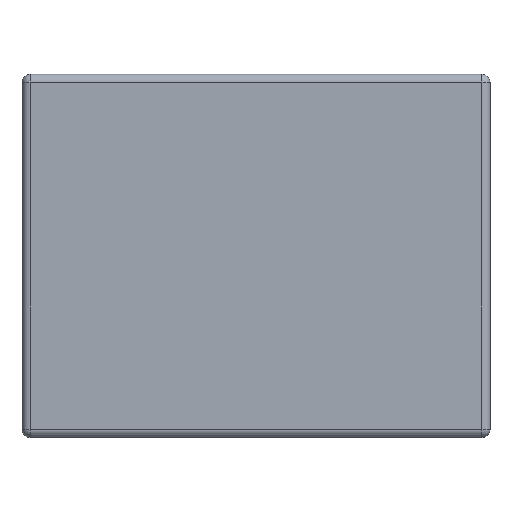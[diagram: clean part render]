
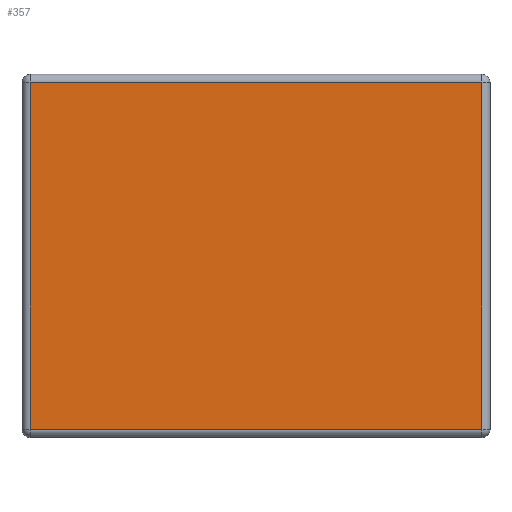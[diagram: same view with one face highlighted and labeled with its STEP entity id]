
A CAD part, top view. The second image highlights one B-rep face of the part: STEP entity #357.
In plain terms, the highlighted planar face has unit normal (0, 0, 1).
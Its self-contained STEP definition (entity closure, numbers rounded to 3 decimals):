
#19=PLANE('',#421);
#29=LINE('',#612,#53);
#33=LINE('',#625,#57);
#35=LINE('',#628,#59);
#37=LINE('',#631,#61);
#53=VECTOR('',#499,10.);
#57=VECTOR('',#515,10.);
#59=VECTOR('',#519,10.);
#61=VECTOR('',#523,10.);
#105=FACE_OUTER_BOUND('',#131,.T.);
#131=EDGE_LOOP('',(#317,#318,#319,#320));
#167=VERTEX_POINT('',#573);
#173=VERTEX_POINT('',#593);
#176=VERTEX_POINT('',#603);
#179=VERTEX_POINT('',#616);
#210=EDGE_CURVE('',#167,#176,#29,.T.);
#217=EDGE_CURVE('',#176,#179,#33,.T.);
#219=EDGE_CURVE('',#179,#173,#35,.T.);
#221=EDGE_CURVE('',#173,#167,#37,.T.);
#317=ORIENTED_EDGE('',*,*,#210,.F.);
#318=ORIENTED_EDGE('',*,*,#221,.F.);
#319=ORIENTED_EDGE('',*,*,#219,.F.);
#320=ORIENTED_EDGE('',*,*,#217,.F.);
#357=ADVANCED_FACE('',(#105),#19,.T.);
#421=AXIS2_PLACEMENT_3D('',#646,#545,#546);
#499=DIRECTION('',(0.,-1.,0.));
#515=DIRECTION('',(-1.,0.,0.));
#519=DIRECTION('',(0.,1.,0.));
#523=DIRECTION('',(1.,0.,0.));
#545=DIRECTION('center_axis',(0.,0.,1.));
#546=DIRECTION('ref_axis',(1.,0.,0.));
#573=CARTESIAN_POINT('',(0.28,0.215,0.45));
#593=CARTESIAN_POINT('',(-0.28,0.215,0.45));
#603=CARTESIAN_POINT('',(0.28,-0.215,0.45));
#612=CARTESIAN_POINT('',(0.28,-0.113,0.45));
#616=CARTESIAN_POINT('',(-0.28,-0.215,0.45));
#625=CARTESIAN_POINT('',(-0.145,-0.215,0.45));
#628=CARTESIAN_POINT('',(-0.28,0.113,0.45));
#631=CARTESIAN_POINT('',(0.145,0.215,0.45));
#646=CARTESIAN_POINT('Origin',(0.,0.,0.45));
